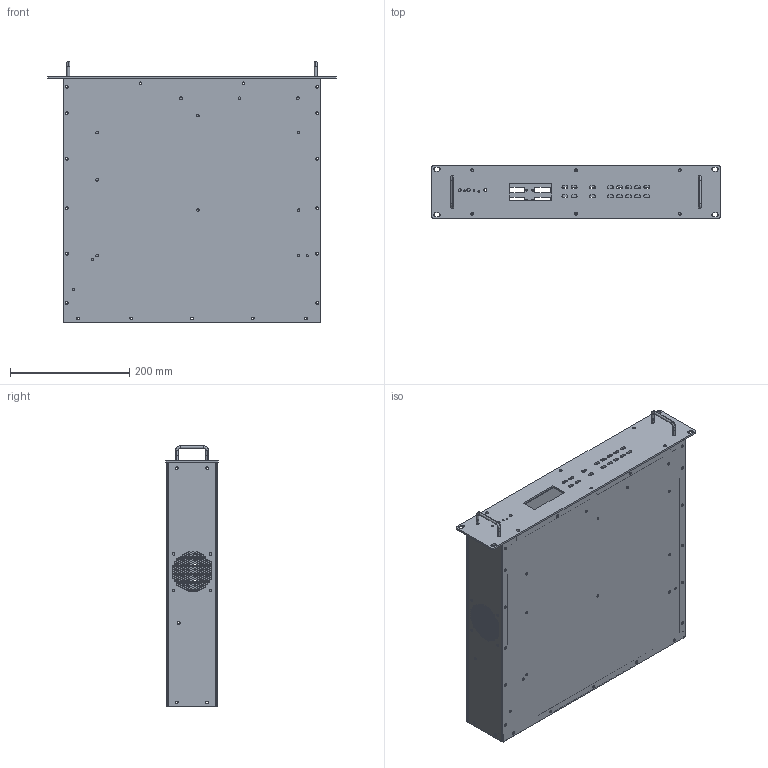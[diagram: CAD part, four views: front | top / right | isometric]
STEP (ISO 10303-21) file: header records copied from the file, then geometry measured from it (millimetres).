
FILE_DESCRIPTION (( 'STEP AP214' ), '1' );
FILE_NAME ('SM-16x16-DVI-LCD.STEP', '2015-03-24T17:23:21', ( 'test' ), ( '' ), 'SwSTEP 2.0', 'SolidWorks 2011', '' );
FILE_SCHEMA (( 'AUTOMOTIVE_DESIGN' ));
Length unit declared in the file: millimetre
Products named in the file (9): CS4086; MP1724; MP1723; MP1722; MP1721; MP1720; MP1714; MP1713; SM-16x16-DVI-LCD
Assembly tree (9 placements, depth 2):
  SM-16x16-DVI-LCD
    MP1722
    CS4086  x2
    MP1724
    MP1720
    MP1714
    MP1721
    MP1723
    MP1713
Bounding box: 482.6 x 88.11 x 436.02 mm (x, y, z)
Volume: 916397.8 mm3; surface area: 1119612.6 mm2
Topology: 9 solids, 9 shells, 4236 faces, 12494 edges, 8272 vertices
Faces by surface type: plane 3584, cylinder 616, bspline 20, torus 8, cone 8
Entity records: 142808 total; most frequent: CARTESIAN_POINT 25680, ORIENTED_EDGE 24888, DIRECTION 21968, EDGE_CURVE 12444, LINE 11160, VECTOR 11160, VERTEX_POINT 8246, EDGE_LOOP 5798
